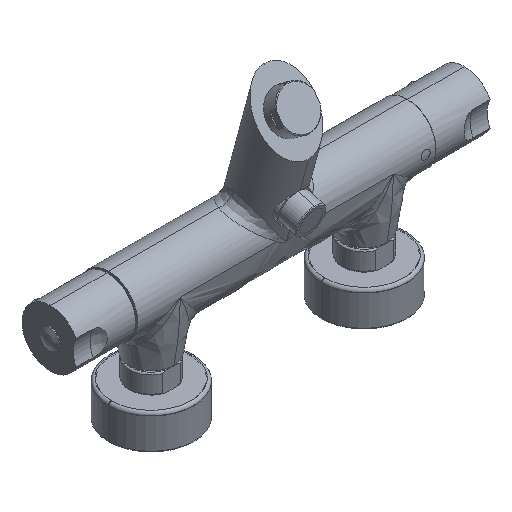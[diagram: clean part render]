
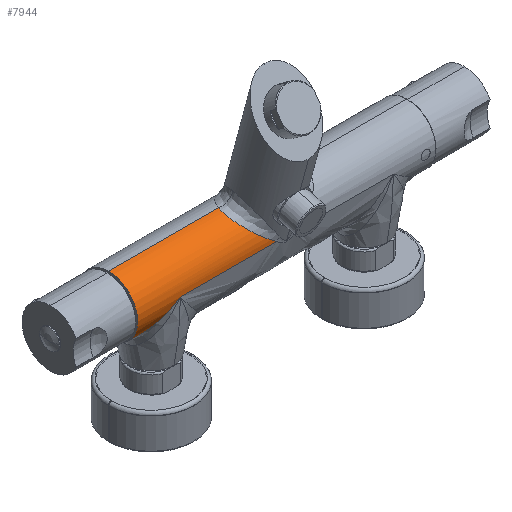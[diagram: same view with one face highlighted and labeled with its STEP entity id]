
A CAD part, isometric view. The second image highlights one B-rep face of the part: STEP entity #7944.
In plain terms, the highlighted cylindrical face has radius 20.5 mm (diameter 41 mm), a partial arc.
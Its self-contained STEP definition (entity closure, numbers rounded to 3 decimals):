
#714=CARTESIAN_POINT('',(-7.376,-20.5,
0.));
#862=DIRECTION('',(1.,0.,0.));
#863=VECTOR('',#862,1.555);
#864=CARTESIAN_POINT('',(-105.,0.,-20.5));
#865=LINE('',#864,#863);
#866=CARTESIAN_POINT('',(-103.445,0.,
-20.5));
#1397=CARTESIAN_POINT('',(-27.529,0.,
20.5));
#1398=CARTESIAN_POINT('',(-27.622,-0.258,
20.5));
#1399=CARTESIAN_POINT('',(-27.793,-0.772,
20.49));
#1400=CARTESIAN_POINT('',(-28.011,-1.536,
20.447));
#1401=CARTESIAN_POINT('',(-28.187,-2.292,
20.376));
#1402=CARTESIAN_POINT('',(-28.324,-3.039,
20.278));
#1403=CARTESIAN_POINT('',(-28.423,-3.778,
20.154));
#1404=CARTESIAN_POINT('',(-28.483,-4.507,
20.003));
#1405=CARTESIAN_POINT('',(-28.506,-5.228,
19.827));
#1406=CARTESIAN_POINT('',(-28.491,-5.94,
19.625));
#1407=CARTESIAN_POINT('',(-28.44,-6.646,
19.397));
#1408=CARTESIAN_POINT('',(-28.35,-7.348,
19.143));
#1409=CARTESIAN_POINT('',(-28.222,-8.046,
18.86));
#1410=CARTESIAN_POINT('',(-28.053,-8.742,
18.548));
#1411=CARTESIAN_POINT('',(-27.842,-9.436,
18.205));
#1412=CARTESIAN_POINT('',(-27.587,-10.127,
17.83));
#1413=CARTESIAN_POINT('',(-27.285,-10.818,
17.42));
#1414=CARTESIAN_POINT('',(-26.932,-11.507,
16.972));
#1415=CARTESIAN_POINT('',(-26.526,-12.195,
16.486));
#1416=CARTESIAN_POINT('',(-26.062,-12.88,
15.957));
#1417=CARTESIAN_POINT('',(-25.536,-13.562,
15.382));
#1418=CARTESIAN_POINT('',(-24.943,-14.237,
14.759));
#1419=CARTESIAN_POINT('',(-24.278,-14.905,
14.085));
#1420=CARTESIAN_POINT('',(-23.537,-15.562,
13.357));
#1421=CARTESIAN_POINT('',(-22.713,-16.203,
12.572));
#1422=CARTESIAN_POINT('',(-21.803,-16.825,
11.728));
#1423=CARTESIAN_POINT('',(-20.802,-17.422,
10.822));
#1424=CARTESIAN_POINT('',(-19.704,-17.989,
9.853));
#1425=CARTESIAN_POINT('',(-18.507,-18.518,
8.82));
#1426=CARTESIAN_POINT('',(-17.21,-19.002,
7.724));
#1427=CARTESIAN_POINT('',(-15.809,-19.434,
6.565));
#1428=CARTESIAN_POINT('',(-14.307,-19.804,
5.347));
#1429=CARTESIAN_POINT('',(-12.709,-20.105,
4.076));
#1430=CARTESIAN_POINT('',(-11.018,-20.329,
2.758));
#1431=CARTESIAN_POINT('',(-9.243,-20.468,
1.399));
#1432=CARTESIAN_POINT('',(-8.007,-20.5,
0.47));
#1433=CARTESIAN_POINT('',(-7.376,-20.5,
0.));
#1435=DIRECTION('',(1.,0.,0.));
#1436=VECTOR('',#1435,67.624);
#1437=CARTESIAN_POINT('',(-75.,-20.5,
0.));
#1438=LINE('',#1437,#1436);
#1439=CARTESIAN_POINT('',(-75.,-20.5,
0.));
#1440=CARTESIAN_POINT('',(-75.53,-20.5,
-0.382));
#1441=CARTESIAN_POINT('',(-76.592,-20.479,
-1.15));
#1442=CARTESIAN_POINT('',(-78.204,-20.38,
-2.314));
#1443=CARTESIAN_POINT('',(-79.808,-20.215,
-3.473));
#1444=CARTESIAN_POINT('',(-81.384,-19.986,
-4.611));
#1445=CARTESIAN_POINT('',(-82.929,-19.695,
-5.726));
#1446=CARTESIAN_POINT('',(-84.48,-19.335,
-6.846));
#1447=CARTESIAN_POINT('',(-86.067,-18.892,
-7.991));
#1448=CARTESIAN_POINT('',(-87.71,-18.347,
-9.176));
#1449=CARTESIAN_POINT('',(-89.33,-17.715,
-10.345));
#1450=CARTESIAN_POINT('',(-90.851,-17.025,
-11.442));
#1451=CARTESIAN_POINT('',(-92.236,-16.309,
-12.439));
#1452=CARTESIAN_POINT('',(-93.509,-15.566,
-13.357));
#1453=CARTESIAN_POINT('',(-94.687,-14.795,
-14.205));
#1454=CARTESIAN_POINT('',(-95.776,-14.,
-14.989));
#1455=CARTESIAN_POINT('',(-96.772,-13.189,
-15.706));
#1456=CARTESIAN_POINT('',(-97.677,-12.372,
-16.357));
#1457=CARTESIAN_POINT('',(-98.494,-11.554,
-16.944));
#1458=CARTESIAN_POINT('',(-99.229,-10.736,
-17.473));
#1459=CARTESIAN_POINT('',(-99.89,-9.921,
-17.947));
#1460=CARTESIAN_POINT('',(-100.48,-9.111,
-18.371));
#1461=CARTESIAN_POINT('',(-101.004,-8.308,
-18.748));
#1462=CARTESIAN_POINT('',(-101.466,-7.514,
-19.079));
#1463=CARTESIAN_POINT('',(-101.87,-6.73,
-19.37));
#1464=CARTESIAN_POINT('',(-102.221,-5.955,
-19.622));
#1465=CARTESIAN_POINT('',(-102.523,-5.187,
-19.838));
#1466=CARTESIAN_POINT('',(-102.779,-4.424,
-20.022));
#1467=CARTESIAN_POINT('',(-102.99,-3.668,
-20.174));
#1468=CARTESIAN_POINT('',(-103.16,-2.919,
-20.296));
#1469=CARTESIAN_POINT('',(-103.29,-2.177,
-20.389));
#1470=CARTESIAN_POINT('',(-103.38,-1.443,
-20.453));
#1471=CARTESIAN_POINT('',(-103.433,-0.718,
-20.492));
#1472=CARTESIAN_POINT('',(-103.445,-0.238,
-20.5));
#1473=CARTESIAN_POINT('',(-103.445,0.,
-20.5));
#1475=DIRECTION('',(1.,0.,0.));
#1476=VECTOR('',#1475,77.471);
#1477=CARTESIAN_POINT('',(-105.,0.,20.5));
#1478=LINE('',#1477,#1476);
#1515=CARTESIAN_POINT('',(-75.,-20.5,
0.));
#2026=CARTESIAN_POINT('',(-105.,0.,0.));
#2027=DIRECTION('',(1.,0.,0.));
#2028=DIRECTION('',(0.,0.,1.));
#2029=AXIS2_PLACEMENT_3D('',#2026,#2027,#2028);
#5997=CARTESIAN_POINT('',(-105.,0.,-20.5));
#5998=CARTESIAN_POINT('',(-105.,0.,20.5));
#5999=VERTEX_POINT('',#5997);
#6000=VERTEX_POINT('',#5998);
#6017=VERTEX_POINT('',#866);
#6020=VERTEX_POINT('',#1515);
#6030=VERTEX_POINT('',#714);
#6032=VERTEX_POINT('',#1397);
#7929=CARTESIAN_POINT('',(-105.,0.,0.));
#7930=DIRECTION('',(1.,0.,0.));
#7931=DIRECTION('',(0.,0.,-1.));
#7932=AXIS2_PLACEMENT_3D('',#7929,#7930,#7931);
#7933=CYLINDRICAL_SURFACE('',#7932,20.5);
#7934=ORIENTED_EDGE('',*,*,#7920,.T.);
#7935=ORIENTED_EDGE('',*,*,#7503,.F.);
#7937=ORIENTED_EDGE('',*,*,#7936,.T.);
#7938=ORIENTED_EDGE('',*,*,#7674,.F.);
#7940=ORIENTED_EDGE('',*,*,#7939,.F.);
#7941=ORIENTED_EDGE('',*,*,#7670,.T.);
#7942=EDGE_LOOP('',(#7934,#7935,#7937,#7938,#7940,#7941));
#7943=FACE_OUTER_BOUND('',#7942,.F.);
#7944=ADVANCED_FACE('',(#7943),#7933,.T.);
#1434=B_SPLINE_CURVE_WITH_KNOTS('',3,(#1397,#1398,#1399,#1400,#1401,#1402,#1403,
#1404,#1405,#1406,#1407,#1408,#1409,#1410,#1411,#1412,#1413,#1414,#1415,#1416,
#1417,#1418,#1419,#1420,#1421,#1422,#1423,#1424,#1425,#1426,#1427,#1428,#1429,
#1430,#1431,#1432,#1433),.UNSPECIFIED.,.F.,.F.,(4,1,1,1,1,1,1,1,1,1,1,1,1,1,1,1,
1,1,1,1,1,1,1,1,1,1,1,1,1,1,1,1,1,1,4),(0.,0.029,
0.059,0.088,0.118,0.147,
0.176,0.206,0.235,0.265,
0.294,0.324,0.353,0.382,
0.412,0.441,0.471,0.5,0.529,
0.559,0.588,0.618,0.647,
0.676,0.706,0.735,0.765,
0.794,0.824,0.853,0.882,
0.912,0.941,0.971,1.),.UNSPECIFIED.);
#1474=B_SPLINE_CURVE_WITH_KNOTS('',3,(#1439,#1440,#1441,#1442,#1443,#1444,#1445,
#1446,#1447,#1448,#1449,#1450,#1451,#1452,#1453,#1454,#1455,#1456,#1457,#1458,
#1459,#1460,#1461,#1462,#1463,#1464,#1465,#1466,#1467,#1468,#1469,#1470,#1471,
#1472,#1473),.UNSPECIFIED.,.F.,.F.,(4,1,1,1,1,1,1,1,1,1,1,1,1,1,1,1,1,1,1,1,1,1,
1,1,1,1,1,1,1,1,1,1,4),(0.,0.031,0.063,0.094,0.125,0.156,
0.188,0.219,0.25,0.281,0.313,0.344,0.375,0.406,
0.438,0.469,0.5,0.531,0.563,0.594,0.625,0.656,
0.688,0.719,0.75,0.781,0.813,0.844,0.875,0.906,
0.938,0.969,1.),.UNSPECIFIED.);
#2030=CIRCLE('',#2029,20.5);
#7503=EDGE_CURVE('',#6020,#6030,#1438,.T.);
#7670=EDGE_CURVE('',#6000,#6032,#1478,.T.);
#7674=EDGE_CURVE('',#5999,#6017,#865,.T.);
#7920=EDGE_CURVE('',#6032,#6030,#1434,.T.);
#7936=EDGE_CURVE('',#6020,#6017,#1474,.T.);
#7939=EDGE_CURVE('',#6000,#5999,#2030,.T.);
